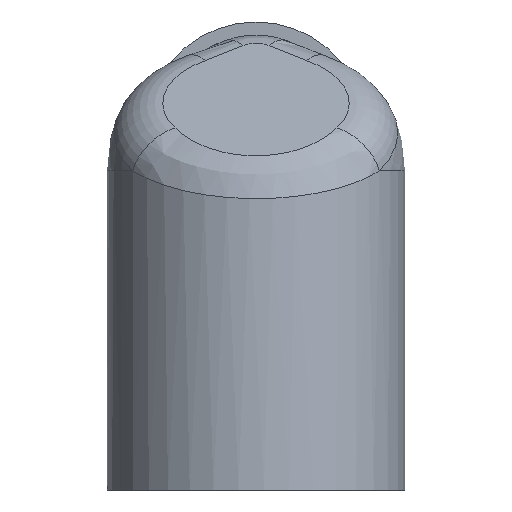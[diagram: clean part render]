
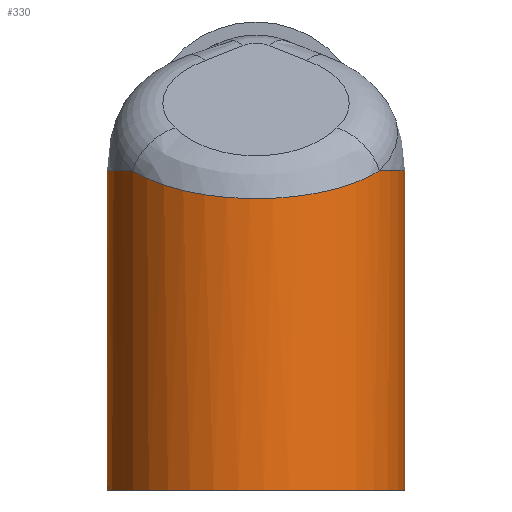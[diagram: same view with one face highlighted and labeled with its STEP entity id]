
A CAD part, left-side view. The second image highlights one B-rep face of the part: STEP entity #330.
In plain terms, the highlighted cylindrical face has radius 8.75 mm (diameter 17.5 mm), a full revolution.
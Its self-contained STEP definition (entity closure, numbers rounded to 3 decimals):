
#42=ELLIPSE('',#373,9.506,8.75);
#46=CYLINDRICAL_SURFACE('',#372,8.75);
#50=CIRCLE('',#371,8.75);
#51=CIRCLE('',#374,8.75);
#52=CIRCLE('',#375,8.75);
#79=ORIENTED_EDGE('',*,*,#162,.T.);
#80=ORIENTED_EDGE('',*,*,#163,.T.);
#81=ORIENTED_EDGE('',*,*,#164,.T.);
#82=ORIENTED_EDGE('',*,*,#165,.T.);
#83=ORIENTED_EDGE('',*,*,#166,.F.);
#162=EDGE_CURVE('',#202,#204,#50,.T.);
#163=EDGE_CURVE('',#204,#205,#42,.F.);
#164=EDGE_CURVE('',#205,#206,#51,.T.);
#165=EDGE_CURVE('',#206,#202,#233,.T.);
#166=EDGE_CURVE('',#207,#207,#52,.T.);
#202=VERTEX_POINT('',#528);
#204=VERTEX_POINT('',#531);
#205=VERTEX_POINT('',#535);
#206=VERTEX_POINT('',#537);
#207=VERTEX_POINT('',#550);
#233=B_SPLINE_CURVE_WITH_KNOTS('',3,(#538,#539,#540,#541,#542,#543,#544,
#545,#546,#547,#548),.UNSPECIFIED.,.F.,.F.,(4,1,1,1,1,1,1,1,4),(0.,0.002,
0.004,0.006,0.008,0.01,
0.012,0.014,0.016),.UNSPECIFIED.);
#244=EDGE_LOOP('',(#79,#80,#81,#82));
#245=EDGE_LOOP('',(#83));
#286=FACE_BOUND('',#244,.T.);
#287=FACE_BOUND('',#245,.T.);
#330=ADVANCED_FACE('',(#286,#287),#46,.T.);
#371=AXIS2_PLACEMENT_3D('',#532,#425,#426);
#372=AXIS2_PLACEMENT_3D('',#533,#427,#428);
#373=AXIS2_PLACEMENT_3D('',#534,#429,#430);
#374=AXIS2_PLACEMENT_3D('',#536,#431,#432);
#375=AXIS2_PLACEMENT_3D('',#549,#433,#434);
#425=DIRECTION('',(0.,0.,-1.));
#426=DIRECTION('',(1.,0.,0.));
#427=DIRECTION('',(0.,0.,-1.));
#428=DIRECTION('',(-1.,0.,0.));
#429=DIRECTION('',(-0.391,0.,0.92));
#430=DIRECTION('',(-0.92,0.,-0.391));
#431=DIRECTION('',(0.,0.,-1.));
#432=DIRECTION('',(1.,0.,0.));
#433=DIRECTION('',(0.,0.,-1.));
#434=DIRECTION('',(1.,0.,0.));
#528=CARTESIAN_POINT('',(6.756,-5.56,18.75));
#531=CARTESIAN_POINT('',(-4.904,-7.247,18.75));
#532=CARTESIAN_POINT('',(0.,0.,18.75));
#533=CARTESIAN_POINT('',(0.,0.,18.75));
#534=CARTESIAN_POINT('',(0.,0.,20.832));
#535=CARTESIAN_POINT('',(-4.904,7.247,18.75));
#536=CARTESIAN_POINT('',(0.,0.,18.75));
#537=CARTESIAN_POINT('',(6.756,5.56,18.75));
#538=CARTESIAN_POINT('',(6.756,5.56,18.75));
#539=CARTESIAN_POINT('',(6.919,5.363,18.124));
#540=CARTESIAN_POINT('',(7.322,4.839,16.961));
#541=CARTESIAN_POINT('',(8.004,3.645,15.467));
#542=CARTESIAN_POINT('',(8.583,2.024,14.371));
#543=CARTESIAN_POINT('',(8.832,0.017,13.927));
#544=CARTESIAN_POINT('',(8.589,-2.,14.359));
#545=CARTESIAN_POINT('',(8.011,-3.632,15.455));
#546=CARTESIAN_POINT('',(7.328,-4.83,16.944));
#547=CARTESIAN_POINT('',(6.919,-5.363,18.124));
#548=CARTESIAN_POINT('',(6.756,-5.56,18.75));
#549=CARTESIAN_POINT('',(0.,0.,0.));
#550=CARTESIAN_POINT('',(8.75,0.,0.));
